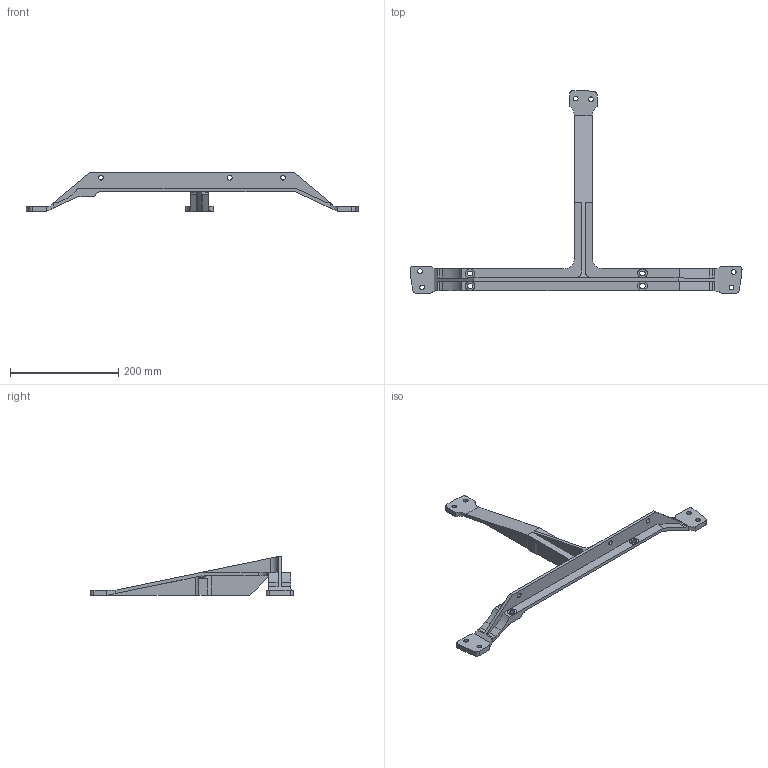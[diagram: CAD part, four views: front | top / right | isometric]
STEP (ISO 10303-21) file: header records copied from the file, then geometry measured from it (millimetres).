
FILE_DESCRIPTION(('produced by SPATIAL CORP'),'2;1');
FILE_NAME( 'tmountop20.hh.sat.stp','2002-04-22T10:02:15+00:00',('SPATIAL CORP'),('SPATIAL CORP' ),'ACIS STEP Husk','http://www.spatial.com','SPATIAL CORP');
FILE_SCHEMA(('CONFIG_CONTROL_DESIGN'));
Length unit declared in the file: millimetre
Products named in the file (1): PRODUCT_ID_1
Bounding box: 612.07 x 373.97 x 71.38 mm (x, y, z)
Volume: 401615.4 mm3; surface area: 134831.9 mm2
Topology: 1 solids, 1 shells, 168 faces, 489 edges, 327 vertices
Faces by surface type: cylinder 88, plane 80
Entity records: 5312 total; most frequent: ORIENTED_EDGE 978, CARTESIAN_POINT 891, DIRECTION 842, EDGE_CURVE 489, VERTEX_POINT 327, VECTOR 286, LINE 286, AXIS2_PLACEMENT_3D 278
